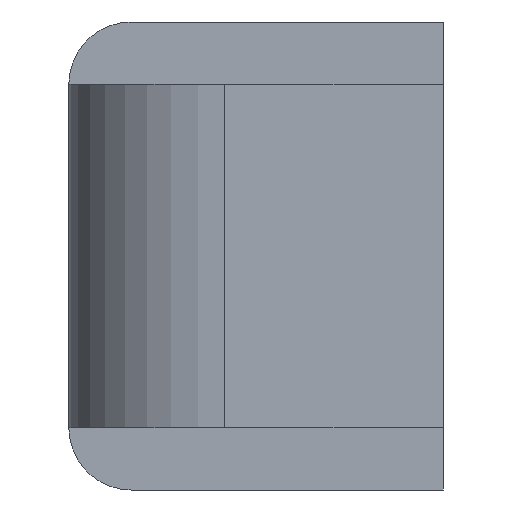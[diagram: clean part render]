
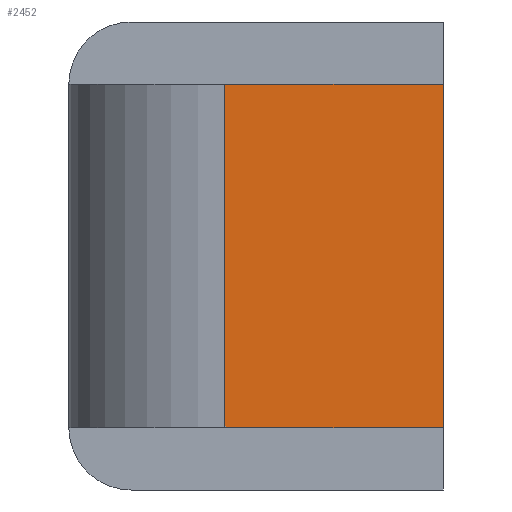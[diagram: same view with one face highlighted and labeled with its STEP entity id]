
A CAD part, front view. The second image highlights one B-rep face of the part: STEP entity #2452.
In plain terms, the highlighted planar face has unit normal (0, -1, 0).
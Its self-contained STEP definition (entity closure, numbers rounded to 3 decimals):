
#159 = PLANE('',#160);
#160 = AXIS2_PLACEMENT_3D('',#161,#162,#163);
#161 = CARTESIAN_POINT('',(12.,43.,-73.8));
#162 = DIRECTION('',(1.,0.,0.));
#163 = DIRECTION('',(0.,1.,0.));
#400 = PLANE('',#401);
#401 = AXIS2_PLACEMENT_3D('',#402,#403,#404);
#402 = CARTESIAN_POINT('',(0.,30.,-85.));
#403 = DIRECTION('',(-0.,-0.,-1.));
#404 = DIRECTION('',(-1.,0.,0.));
#428 = CYLINDRICAL_SURFACE('',#429,5.);
#429 = AXIS2_PLACEMENT_3D('',#430,#431,#432);
#430 = CARTESIAN_POINT('',(5.,35.,-85.));
#431 = DIRECTION('',(0.,0.,1.));
#432 = DIRECTION('',(0.,-1.,0.));
#456 = PLANE('',#457);
#457 = AXIS2_PLACEMENT_3D('',#458,#459,#460);
#458 = CARTESIAN_POINT('',(0.,30.,-74.));
#459 = DIRECTION('',(0.,0.,1.));
#460 = DIRECTION('',(1.,0.,-0.));
#743 = VERTEX_POINT('',#744);
#744 = CARTESIAN_POINT('',(12.,30.,-85.));
#765 = EDGE_CURVE('',#766,#743,#768,.T.);
#766 = VERTEX_POINT('',#767);
#767 = CARTESIAN_POINT('',(12.,30.,-74.));
#768 = SURFACE_CURVE('',#769,(#773,#780),.PCURVE_S1.);
#769 = LINE('',#770,#771);
#770 = CARTESIAN_POINT('',(12.,30.,-74.));
#771 = VECTOR('',#772,1.);
#772 = DIRECTION('',(0.,0.,-1.));
#773 = PCURVE('',#159,#774);
#774 = DEFINITIONAL_REPRESENTATION('',(#775),#779);
#775 = LINE('',#776,#777);
#776 = CARTESIAN_POINT('',(-13.,-0.2));
#777 = VECTOR('',#778,1.);
#778 = DIRECTION('',(-0.,-1.));
#779 = ( GEOMETRIC_REPRESENTATION_CONTEXT(2) 
PARAMETRIC_REPRESENTATION_CONTEXT() REPRESENTATION_CONTEXT('2D SPACE',''
  ) );
#780 = PCURVE('',#781,#786);
#781 = PLANE('',#782);
#782 = AXIS2_PLACEMENT_3D('',#783,#784,#785);
#783 = CARTESIAN_POINT('',(0.,30.,-86.));
#784 = DIRECTION('',(0.,1.,0.));
#785 = DIRECTION('',(0.,-0.,1.));
#786 = DEFINITIONAL_REPRESENTATION('',(#787),#791);
#787 = LINE('',#788,#789);
#788 = CARTESIAN_POINT('',(12.,12.));
#789 = VECTOR('',#790,1.);
#790 = DIRECTION('',(-1.,0.));
#791 = ( GEOMETRIC_REPRESENTATION_CONTEXT(2) 
PARAMETRIC_REPRESENTATION_CONTEXT() REPRESENTATION_CONTEXT('2D SPACE',''
  ) );
#2133 = VERTEX_POINT('',#2134);
#2134 = CARTESIAN_POINT('',(5.,30.,-74.));
#2160 = EDGE_CURVE('',#766,#2133,#2161,.T.);
#2161 = SURFACE_CURVE('',#2162,(#2166,#2173),.PCURVE_S1.);
#2162 = LINE('',#2163,#2164);
#2163 = CARTESIAN_POINT('',(12.,30.,-74.));
#2164 = VECTOR('',#2165,1.);
#2165 = DIRECTION('',(-1.,0.,0.));
#2166 = PCURVE('',#456,#2167);
#2167 = DEFINITIONAL_REPRESENTATION('',(#2168),#2172);
#2168 = LINE('',#2169,#2170);
#2169 = CARTESIAN_POINT('',(12.,0.));
#2170 = VECTOR('',#2171,1.);
#2171 = DIRECTION('',(-1.,0.));
#2172 = ( GEOMETRIC_REPRESENTATION_CONTEXT(2) 
PARAMETRIC_REPRESENTATION_CONTEXT() REPRESENTATION_CONTEXT('2D SPACE',''
  ) );
#2173 = PCURVE('',#781,#2174);
#2174 = DEFINITIONAL_REPRESENTATION('',(#2175),#2179);
#2175 = LINE('',#2176,#2177);
#2176 = CARTESIAN_POINT('',(12.,12.));
#2177 = VECTOR('',#2178,1.);
#2178 = DIRECTION('',(0.,-1.));
#2179 = ( GEOMETRIC_REPRESENTATION_CONTEXT(2) 
PARAMETRIC_REPRESENTATION_CONTEXT() REPRESENTATION_CONTEXT('2D SPACE',''
  ) );
#2237 = EDGE_CURVE('',#743,#2238,#2240,.T.);
#2238 = VERTEX_POINT('',#2239);
#2239 = CARTESIAN_POINT('',(5.,30.,-85.));
#2240 = SURFACE_CURVE('',#2241,(#2245,#2252),.PCURVE_S1.);
#2241 = LINE('',#2242,#2243);
#2242 = CARTESIAN_POINT('',(12.,30.,-85.));
#2243 = VECTOR('',#2244,1.);
#2244 = DIRECTION('',(-1.,0.,0.));
#2245 = PCURVE('',#400,#2246);
#2246 = DEFINITIONAL_REPRESENTATION('',(#2247),#2251);
#2247 = LINE('',#2248,#2249);
#2248 = CARTESIAN_POINT('',(-12.,0.));
#2249 = VECTOR('',#2250,1.);
#2250 = DIRECTION('',(1.,0.));
#2251 = ( GEOMETRIC_REPRESENTATION_CONTEXT(2) 
PARAMETRIC_REPRESENTATION_CONTEXT() REPRESENTATION_CONTEXT('2D SPACE',''
  ) );
#2252 = PCURVE('',#781,#2253);
#2253 = DEFINITIONAL_REPRESENTATION('',(#2254),#2258);
#2254 = LINE('',#2255,#2256);
#2255 = CARTESIAN_POINT('',(1.,12.));
#2256 = VECTOR('',#2257,1.);
#2257 = DIRECTION('',(0.,-1.));
#2258 = ( GEOMETRIC_REPRESENTATION_CONTEXT(2) 
PARAMETRIC_REPRESENTATION_CONTEXT() REPRESENTATION_CONTEXT('2D SPACE',''
  ) );
#2346 = EDGE_CURVE('',#2238,#2133,#2347,.T.);
#2347 = SURFACE_CURVE('',#2348,(#2352,#2359),.PCURVE_S1.);
#2348 = LINE('',#2349,#2350);
#2349 = CARTESIAN_POINT('',(5.,30.,-85.));
#2350 = VECTOR('',#2351,1.);
#2351 = DIRECTION('',(0.,0.,1.));
#2352 = PCURVE('',#428,#2353);
#2353 = DEFINITIONAL_REPRESENTATION('',(#2354),#2358);
#2354 = LINE('',#2355,#2356);
#2355 = CARTESIAN_POINT('',(-0.,0.));
#2356 = VECTOR('',#2357,1.);
#2357 = DIRECTION('',(-0.,1.));
#2358 = ( GEOMETRIC_REPRESENTATION_CONTEXT(2) 
PARAMETRIC_REPRESENTATION_CONTEXT() REPRESENTATION_CONTEXT('2D SPACE',''
  ) );
#2359 = PCURVE('',#781,#2360);
#2360 = DEFINITIONAL_REPRESENTATION('',(#2361),#2365);
#2361 = LINE('',#2362,#2363);
#2362 = CARTESIAN_POINT('',(1.,5.));
#2363 = VECTOR('',#2364,1.);
#2364 = DIRECTION('',(1.,0.));
#2365 = ( GEOMETRIC_REPRESENTATION_CONTEXT(2) 
PARAMETRIC_REPRESENTATION_CONTEXT() REPRESENTATION_CONTEXT('2D SPACE',''
  ) );
#2452 = ADVANCED_FACE('',(#2453),#781,.F.);
#2453 = FACE_BOUND('',#2454,.F.);
#2454 = EDGE_LOOP('',(#2455,#2456,#2457,#2458));
#2455 = ORIENTED_EDGE('',*,*,#2160,.F.);
#2456 = ORIENTED_EDGE('',*,*,#765,.T.);
#2457 = ORIENTED_EDGE('',*,*,#2237,.T.);
#2458 = ORIENTED_EDGE('',*,*,#2346,.T.);
